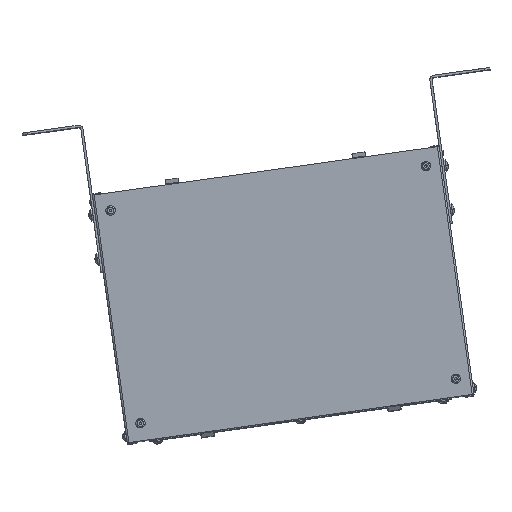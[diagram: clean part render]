
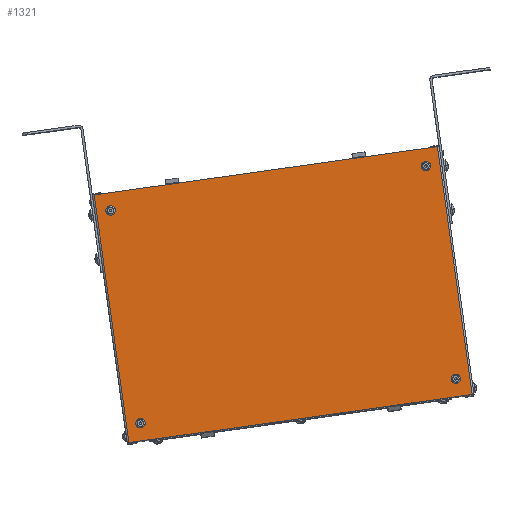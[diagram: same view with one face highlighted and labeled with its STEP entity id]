
A CAD part, top view. The second image highlights one B-rep face of the part: STEP entity #1321.
In plain terms, the highlighted planar face has unit normal (0, 0, 1).
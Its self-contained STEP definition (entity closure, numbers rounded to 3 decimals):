
#1193=CARTESIAN_POINT('Line Origine',(-388.466,-50.033,173.)) ;
#1197=CARTESIAN_POINT('Vertex',(-404.158,61.62,173.)) ;
#1199=CARTESIAN_POINT('Vertex',(-372.775,-161.685,173.)) ;
#1219=CARTESIAN_POINT('Axis2P3D Location',(-388.466,-50.033,173.)) ;
#1224=CARTESIAN_POINT('Line Origine',(-218.095,-139.946,173.)) ;
#1228=CARTESIAN_POINT('Vertex',(-63.415,-118.208,173.)) ;
#1231=CARTESIAN_POINT('Line Origine',(-79.107,-6.555,173.)) ;
#1235=CARTESIAN_POINT('Vertex',(-94.798,105.098,173.)) ;
#1238=CARTESIAN_POINT('Line Origine',(-249.478,83.359,173.)) ;
#1249=CARTESIAN_POINT('Axis2P3D Location',(-362.425,-144.074,173.)) ;
#1253=CARTESIAN_POINT('Vertex',(-360.387,-147.803,173.)) ;
#1255=CARTESIAN_POINT('Vertex',(-364.463,-140.344,173.)) ;
#1258=CARTESIAN_POINT('Axis2P3D Location',(-362.425,-144.074,173.)) ;
#1267=CARTESIAN_POINT('Axis2P3D Location',(-389.355,47.543,173.)) ;
#1271=CARTESIAN_POINT('Vertex',(-391.393,51.273,173.)) ;
#1273=CARTESIAN_POINT('Vertex',(-387.317,43.814,173.)) ;
#1276=CARTESIAN_POINT('Axis2P3D Location',(-389.355,47.543,173.)) ;
#1285=CARTESIAN_POINT('Axis2P3D Location',(-78.218,-104.131,173.)) ;
#1289=CARTESIAN_POINT('Vertex',(-80.256,-100.401,173.)) ;
#1291=CARTESIAN_POINT('Vertex',(-76.18,-107.861,173.)) ;
#1294=CARTESIAN_POINT('Axis2P3D Location',(-78.218,-104.131,173.)) ;
#1303=CARTESIAN_POINT('Axis2P3D Location',(-105.148,87.486,173.)) ;
#1307=CARTESIAN_POINT('Vertex',(-107.186,91.216,173.)) ;
#1309=CARTESIAN_POINT('Vertex',(-103.11,83.756,173.)) ;
#1312=CARTESIAN_POINT('Axis2P3D Location',(-105.148,87.486,173.)) ;
#1195=VECTOR('Line Direction',#1194,1.) ;
#1226=VECTOR('Line Direction',#1225,1.) ;
#1233=VECTOR('Line Direction',#1232,1.) ;
#1240=VECTOR('Line Direction',#1239,1.) ;
#1194=DIRECTION('Vector Direction',(0.139,-0.99,0.)) ;
#1220=DIRECTION('Axis2P3D Direction',(0.,0.,-1.)) ;
#1221=DIRECTION('Axis2P3D XDirection',(0.99,0.139,0.)) ;
#1225=DIRECTION('Vector Direction',(0.99,0.139,0.)) ;
#1232=DIRECTION('Vector Direction',(-0.139,0.99,0.)) ;
#1239=DIRECTION('Vector Direction',(-0.99,-0.139,0.)) ;
#1250=DIRECTION('Axis2P3D Direction',(0.,0.,-1.)) ;
#1259=DIRECTION('Axis2P3D Direction',(0.,0.,-1.)) ;
#1268=DIRECTION('Axis2P3D Direction',(0.,0.,-1.)) ;
#1277=DIRECTION('Axis2P3D Direction',(0.,0.,-1.)) ;
#1286=DIRECTION('Axis2P3D Direction',(0.,0.,-1.)) ;
#1295=DIRECTION('Axis2P3D Direction',(0.,0.,-1.)) ;
#1304=DIRECTION('Axis2P3D Direction',(0.,0.,-1.)) ;
#1313=DIRECTION('Axis2P3D Direction',(0.,0.,-1.)) ;
#1222=AXIS2_PLACEMENT_3D('Plane Axis2P3D',#1219,#1220,#1221) ;
#1251=AXIS2_PLACEMENT_3D('Circle Axis2P3D',#1249,#1250,$) ;
#1260=AXIS2_PLACEMENT_3D('Circle Axis2P3D',#1258,#1259,$) ;
#1269=AXIS2_PLACEMENT_3D('Circle Axis2P3D',#1267,#1268,$) ;
#1278=AXIS2_PLACEMENT_3D('Circle Axis2P3D',#1276,#1277,$) ;
#1287=AXIS2_PLACEMENT_3D('Circle Axis2P3D',#1285,#1286,$) ;
#1296=AXIS2_PLACEMENT_3D('Circle Axis2P3D',#1294,#1295,$) ;
#1305=AXIS2_PLACEMENT_3D('Circle Axis2P3D',#1303,#1304,$) ;
#1314=AXIS2_PLACEMENT_3D('Circle Axis2P3D',#1312,#1313,$) ;
#1196=LINE('Line',#1193,#1195) ;
#1227=LINE('Line',#1224,#1226) ;
#1234=LINE('Line',#1231,#1233) ;
#1241=LINE('Line',#1238,#1240) ;
#1252=CIRCLE('generated circle',#1251,4.25) ;
#1261=CIRCLE('generated circle',#1260,4.25) ;
#1270=CIRCLE('generated circle',#1269,4.25) ;
#1279=CIRCLE('generated circle',#1278,4.25) ;
#1288=CIRCLE('generated circle',#1287,4.25) ;
#1297=CIRCLE('generated circle',#1296,4.25) ;
#1306=CIRCLE('generated circle',#1305,4.25) ;
#1315=CIRCLE('generated circle',#1314,4.25) ;
#1223=PLANE('',#1222) ;
#1266=FACE_BOUND('',#1263,.T.) ;
#1284=FACE_BOUND('',#1281,.T.) ;
#1302=FACE_BOUND('',#1299,.T.) ;
#1320=FACE_BOUND('',#1317,.T.) ;
#1201=EDGE_CURVE('',#1198,#1200,#1196,.T.) ;
#1230=EDGE_CURVE('',#1200,#1229,#1227,.T.) ;
#1237=EDGE_CURVE('',#1229,#1236,#1234,.T.) ;
#1242=EDGE_CURVE('',#1236,#1198,#1241,.T.) ;
#1257=EDGE_CURVE('',#1254,#1256,#1252,.F.) ;
#1262=EDGE_CURVE('',#1256,#1254,#1261,.F.) ;
#1275=EDGE_CURVE('',#1272,#1274,#1270,.F.) ;
#1280=EDGE_CURVE('',#1274,#1272,#1279,.F.) ;
#1293=EDGE_CURVE('',#1290,#1292,#1288,.F.) ;
#1298=EDGE_CURVE('',#1292,#1290,#1297,.F.) ;
#1311=EDGE_CURVE('',#1308,#1310,#1306,.F.) ;
#1316=EDGE_CURVE('',#1310,#1308,#1315,.F.) ;
#1244=ORIENTED_EDGE('',*,*,#1201,.T.) ;
#1245=ORIENTED_EDGE('',*,*,#1230,.T.) ;
#1246=ORIENTED_EDGE('',*,*,#1237,.T.) ;
#1247=ORIENTED_EDGE('',*,*,#1242,.T.) ;
#1264=ORIENTED_EDGE('',*,*,#1257,.F.) ;
#1265=ORIENTED_EDGE('',*,*,#1262,.F.) ;
#1282=ORIENTED_EDGE('',*,*,#1275,.F.) ;
#1283=ORIENTED_EDGE('',*,*,#1280,.F.) ;
#1300=ORIENTED_EDGE('',*,*,#1293,.F.) ;
#1301=ORIENTED_EDGE('',*,*,#1298,.F.) ;
#1318=ORIENTED_EDGE('',*,*,#1311,.F.) ;
#1319=ORIENTED_EDGE('',*,*,#1316,.F.) ;
#1243=EDGE_LOOP('',(#1244,#1245,#1246,#1247)) ;
#1263=EDGE_LOOP('',(#1264,#1265)) ;
#1281=EDGE_LOOP('',(#1282,#1283)) ;
#1299=EDGE_LOOP('',(#1300,#1301)) ;
#1317=EDGE_LOOP('',(#1318,#1319)) ;
#1198=VERTEX_POINT('',#1197) ;
#1200=VERTEX_POINT('',#1199) ;
#1229=VERTEX_POINT('',#1228) ;
#1236=VERTEX_POINT('',#1235) ;
#1254=VERTEX_POINT('',#1253) ;
#1256=VERTEX_POINT('',#1255) ;
#1272=VERTEX_POINT('',#1271) ;
#1274=VERTEX_POINT('',#1273) ;
#1290=VERTEX_POINT('',#1289) ;
#1292=VERTEX_POINT('',#1291) ;
#1308=VERTEX_POINT('',#1307) ;
#1310=VERTEX_POINT('',#1309) ;
#1321=ADVANCED_FACE('PartBody',(#1248,#1266,#1284,#1302,#1320),#1223,.F.) ;
#1248=FACE_OUTER_BOUND('',#1243,.T.) ;
